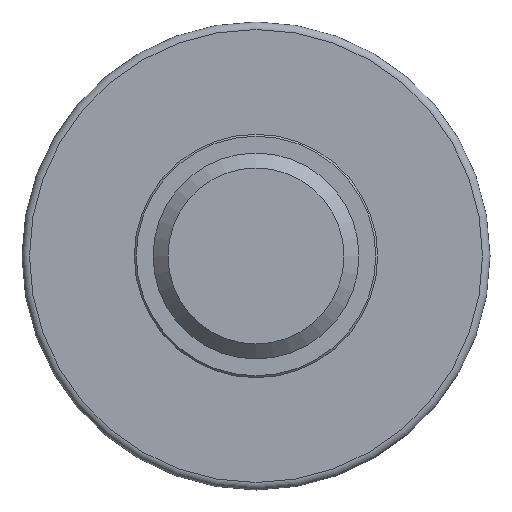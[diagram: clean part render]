
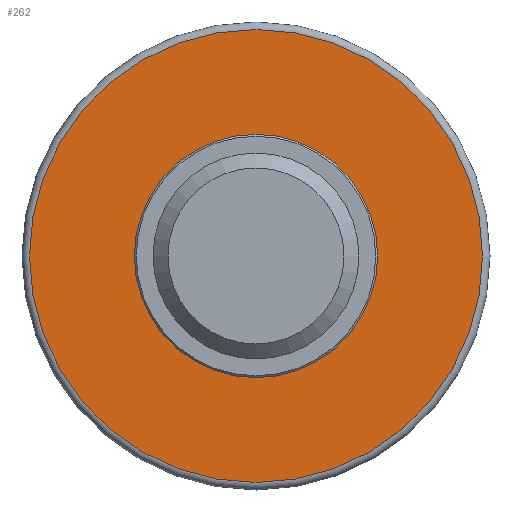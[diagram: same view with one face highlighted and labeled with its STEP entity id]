
A CAD part, left-side view. The second image highlights one B-rep face of the part: STEP entity #262.
In plain terms, the highlighted planar face has unit normal (-1, 0, 0).
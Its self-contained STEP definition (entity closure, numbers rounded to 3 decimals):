
#17=FACE_BOUND('',#54,.T.);
#37=FACE_OUTER_BOUND('',#53,.T.);
#53=EDGE_LOOP('',(#191,#192));
#54=EDGE_LOOP('',(#193));
#71=CIRCLE('',#303,60.5);
#72=CIRCLE('',#304,60.5);
#73=CIRCLE('',#305,32.5);
#118=VERTEX_POINT('',#490);
#119=VERTEX_POINT('',#491);
#120=VERTEX_POINT('',#494);
#149=EDGE_CURVE('',#118,#119,#71,.T.);
#150=EDGE_CURVE('',#119,#118,#72,.T.);
#151=EDGE_CURVE('',#120,#120,#73,.T.);
#191=ORIENTED_EDGE('',*,*,#149,.F.);
#192=ORIENTED_EDGE('',*,*,#150,.F.);
#193=ORIENTED_EDGE('',*,*,#151,.F.);
#253=PLANE('',#302);
#262=ADVANCED_FACE('',(#37,#17),#253,.T.);
#302=AXIS2_PLACEMENT_3D('',#489,#358,#359);
#303=AXIS2_PLACEMENT_3D('',#492,#360,#361);
#304=AXIS2_PLACEMENT_3D('',#493,#362,#363);
#305=AXIS2_PLACEMENT_3D('',#495,#364,#365);
#358=DIRECTION('center_axis',(-1.,0.,0.));
#359=DIRECTION('ref_axis',(0.,0.,
-1.));
#360=DIRECTION('center_axis',(1.,0.,0.));
#361=DIRECTION('ref_axis',(0.,1.,0.));
#362=DIRECTION('center_axis',(1.,0.,0.));
#363=DIRECTION('ref_axis',(0.,1.,0.));
#364=DIRECTION('center_axis',(-1.,0.,0.));
#365=DIRECTION('ref_axis',(0.,0.,1.));
#489=CARTESIAN_POINT('Origin',(-13.174,-53.578,0.));
#490=CARTESIAN_POINT('',(-13.174,-55.328,0.));
#491=CARTESIAN_POINT('',(-13.174,5.172,-60.5));
#492=CARTESIAN_POINT('Origin',(-13.174,5.172,0.));
#493=CARTESIAN_POINT('Origin',(-13.174,5.172,0.));
#494=CARTESIAN_POINT('',(-13.174,5.172,-32.5));
#495=CARTESIAN_POINT('Origin',(-13.174,5.172,0.));
